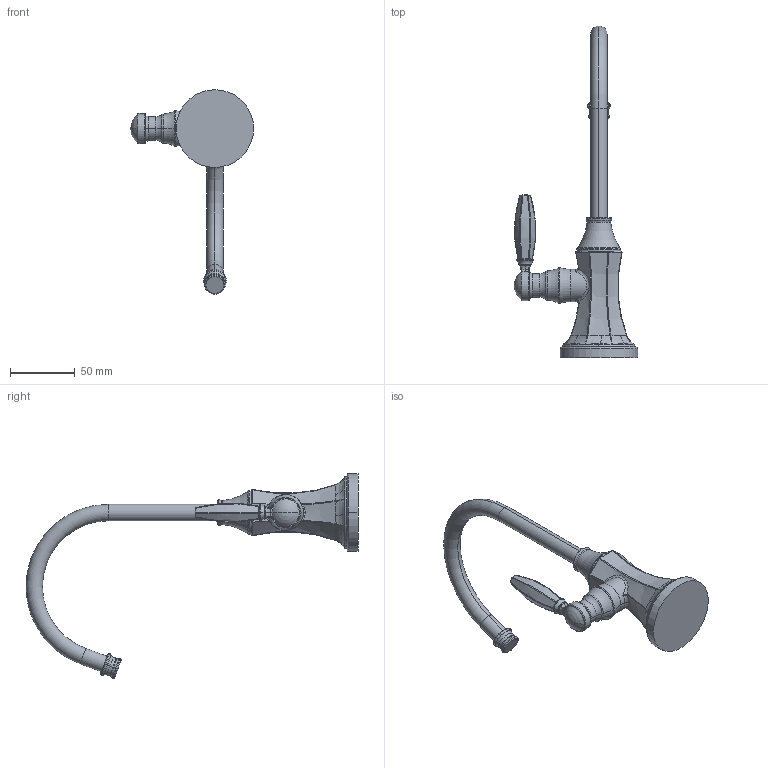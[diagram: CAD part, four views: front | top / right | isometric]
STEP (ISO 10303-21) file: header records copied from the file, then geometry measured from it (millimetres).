
FILE_DESCRIPTION((''),'2;1');
FILE_NAME('1200-5623','2021-04-21T14:04:55',('jinson.thomas'),(''),'CREO PARAMETRIC BY PTC INC, 2018400','CREO PARAMETRIC BY PTC INC, 2018400','');
FILE_SCHEMA(('CONFIG_CONTROL_DESIGN'));
Length unit declared in the file: inch
Products named in the file (1): 1200-5623
Bounding box: 95.25 x 256.27 x 157.86 mm (x, y, z)
Volume: 175643.4 mm3; surface area: 33303.8 mm2
Topology: 1 solids, 1 shells, 284 faces, 635 edges, 357 vertices
Faces by surface type: bspline 174, torus 70, cylinder 15, plane 15, sphere 8, cone 2
Entity records: 16753 total; most frequent: CARTESIAN_POINT 11569, ORIENTED_EDGE 1266, DIRECTION 814, EDGE_CURVE 633, AXIS2_PLACEMENT_3D 391, VERTEX_POINT 357, B_SPLINE_CURVE_WITH_KNOTS 320, EDGE_LOOP 290
